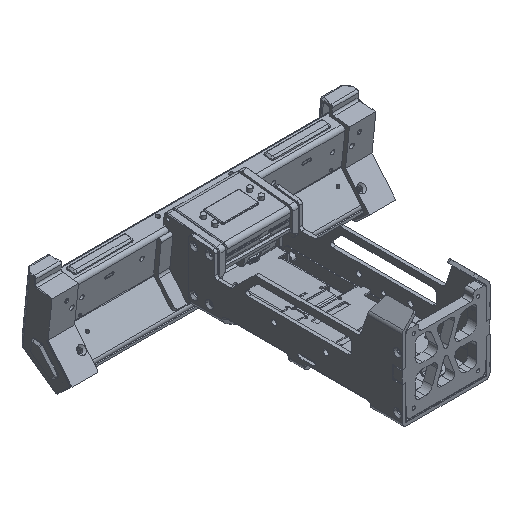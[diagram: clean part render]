
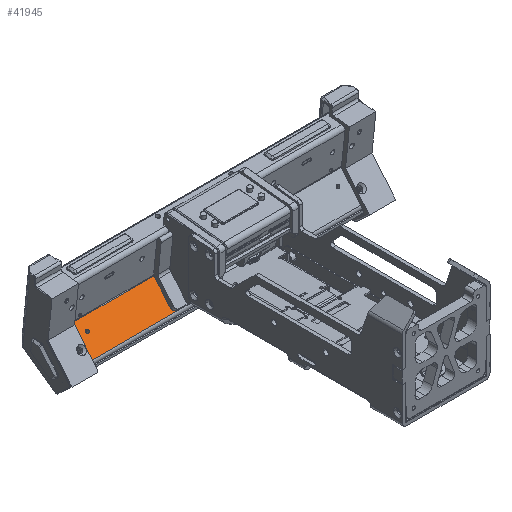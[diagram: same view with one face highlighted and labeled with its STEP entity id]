
A CAD part, isometric view. The second image highlights one B-rep face of the part: STEP entity #41945.
In plain terms, the highlighted planar face has unit normal (0, -0.765, 0.644).
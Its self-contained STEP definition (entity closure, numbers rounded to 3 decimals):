
#1832 = CARTESIAN_POINT ( 'NONE',  ( -30.9, 171.891, -45.933 ) ) ;
#2129 = DIRECTION ( 'NONE',  ( 0., -0.644, -0.765 ) ) ;
#2221 = CARTESIAN_POINT ( 'NONE',  ( -30.9, 186.147, -29.017 ) ) ;
#2550 = EDGE_LOOP ( 'NONE', ( #26524, #56797, #70388, #28701, #58687 ) ) ;
#3192 = VERTEX_POINT ( 'NONE', #59059 ) ;
#4650 = VERTEX_POINT ( 'NONE', #87441 ) ;
#4987 = VERTEX_POINT ( 'NONE', #25231 ) ;
#6702 = AXIS2_PLACEMENT_3D ( 'NONE', #77345, #36219, #84287 ) ;
#7060 = VERTEX_POINT ( 'NONE', #78941 ) ;
#8215 = ORIENTED_EDGE ( 'NONE', *, *, #55917, .F. ) ;
#11835 = EDGE_CURVE ( 'NONE', #29492, #53277, #21477, .T. ) ;
#13813 = CARTESIAN_POINT ( 'NONE',  ( -30.588, 171.325, -46.605 ) ) ;
#16207 = FACE_BOUND ( 'NONE', #73990, .T. ) ;
#16982 = EDGE_CURVE ( 'NONE', #23145, #3192, #48291, .T. ) ;
#21477 = CIRCLE ( 'NONE', #79006, 1.25 ) ;
#22445 = CIRCLE ( 'NONE', #74116, 1.25 ) ;
#22704 = AXIS2_PLACEMENT_3D ( 'NONE', #66926, #25760, #73838 ) ;
#23145 = VERTEX_POINT ( 'NONE', #40137 ) ;
#23758 = DIRECTION ( 'NONE',  ( 0., 0.644, 0.765 ) ) ;
#23973 = CIRCLE ( 'NONE', #45531, 1.25 ) ;
#24478 = EDGE_LOOP ( 'NONE', ( #68381, #84612 ) ) ;
#25231 = CARTESIAN_POINT ( 'NONE',  ( -109.7, 171.26, -46.682 ) ) ;
#25467 = DIRECTION ( 'NONE',  ( 0., -0.765, 0.644 ) ) ;
#25760 = DIRECTION ( 'NONE',  ( 0., -0.765, 0.644 ) ) ;
#26524 = ORIENTED_EDGE ( 'NONE', *, *, #65252, .F. ) ;
#28701 = ORIENTED_EDGE ( 'NONE', *, *, #56294, .T. ) ;
#29492 = VERTEX_POINT ( 'NONE', #53864 ) ;
#29836 = EDGE_CURVE ( 'NONE', #37588, #79642, #84261, .T. ) ;
#31234 = DIRECTION ( 'NONE',  ( 0., -0.644, -0.765 ) ) ;
#34332 = VECTOR ( 'NONE', #73680, 1000. ) ;
#34541 = CARTESIAN_POINT ( 'NONE',  ( -30.9, 171.891, -45.933 ) ) ;
#36219 = DIRECTION ( 'NONE',  ( 0., -0.765, 0.644 ) ) ;
#37588 = VERTEX_POINT ( 'NONE', #2221 ) ;
#38524 = ORIENTED_EDGE ( 'NONE', *, *, #16982, .F. ) ;
#38799 = VECTOR ( 'NONE', #49841, 1000. ) ;
#40137 = CARTESIAN_POINT ( 'NONE',  ( -34.75, 180.237, -36.029 ) ) ;
#40154 = AXIS2_PLACEMENT_3D ( 'NONE', #57757, #64933, #23758 ) ;
#41038 = VERTEX_POINT ( 'NONE', #78245 ) ;
#41945 = ADVANCED_FACE ( 'NONE', ( #50600, #52788, #16207, #68866 ), #58059, .F. ) ;
#43340 = DIRECTION ( 'NONE',  ( 0., -0.765, 0.644 ) ) ;
#45531 = AXIS2_PLACEMENT_3D ( 'NONE', #66639, #25467, #73524 ) ;
#46686 = EDGE_CURVE ( 'NONE', #87142, #4987, #70825, .T. ) ;
#48270 = ORIENTED_EDGE ( 'NONE', *, *, #84247, .F. ) ;
#48291 = CIRCLE ( 'NONE', #49585, 1.25 ) ;
#49551 = DIRECTION ( 'NONE',  ( 0., -0.644, -0.765 ) ) ;
#49585 = AXIS2_PLACEMENT_3D ( 'NONE', #75411, #81201, #49551 ) ;
#49841 = DIRECTION ( 'NONE',  ( -1., 0., 0. ) ) ;
#50600 = FACE_OUTER_BOUND ( 'NONE', #2550, .T. ) ;
#51165 = CARTESIAN_POINT ( 'NONE',  ( -109.7, 186.147, -29.017 ) ) ;
#51264 = EDGE_CURVE ( 'NONE', #53277, #29492, #87531, .T. ) ;
#52311 = CIRCLE ( 'NONE', #22704, 1.25 ) ;
#52788 = FACE_BOUND ( 'NONE', #24478, .T. ) ;
#53277 = VERTEX_POINT ( 'NONE', #54791 ) ;
#53864 = CARTESIAN_POINT ( 'NONE',  ( -96.7, 181.731, -34.256 ) ) ;
#54279 =( BOUNDED_CURVE ( )  B_SPLINE_CURVE ( 3, ( #54971, #13813, #75677, #34541 ),
 .UNSPECIFIED., .F., .F. ) 
 B_SPLINE_CURVE_WITH_KNOTS ( ( 4, 4 ),
 ( 0.205, 1.571 ),
 .UNSPECIFIED. ) 
 CURVE ( )  GEOMETRIC_REPRESENTATION_ITEM ( )  RATIONAL_B_SPLINE_CURVE ( ( 1., 0.85, 0.85, 1. ) ) 
 REPRESENTATION_ITEM ( '' )  );
#54791 = CARTESIAN_POINT ( 'NONE',  ( -96.7, 180.12, -36.168 ) ) ;
#54971 = CARTESIAN_POINT ( 'NONE',  ( -30.103, 171.26, -46.682 ) ) ;
#55917 = EDGE_CURVE ( 'NONE', #7060, #41038, #23973, .T. ) ;
#56294 = EDGE_CURVE ( 'NONE', #4650, #79642, #54279, .T. ) ;
#56797 = ORIENTED_EDGE ( 'NONE', *, *, #46686, .T. ) ;
#57757 = CARTESIAN_POINT ( 'NONE',  ( -109.7, 186.349, -28.777 ) ) ;
#58059 = PLANE ( 'NONE',  #40154 ) ;
#58687 = ORIENTED_EDGE ( 'NONE', *, *, #29836, .F. ) ;
#59059 = CARTESIAN_POINT ( 'NONE',  ( -34.75, 178.626, -37.941 ) ) ;
#63612 = EDGE_CURVE ( 'NONE', #4650, #4987, #75343, .T. ) ;
#64933 = DIRECTION ( 'NONE',  ( 0., 0.765, -0.644 ) ) ;
#65102 = DIRECTION ( 'NONE',  ( 0., 0.644, 0.765 ) ) ;
#65128 = DIRECTION ( 'NONE',  ( 0., -0.765, 0.644 ) ) ;
#65252 = EDGE_CURVE ( 'NONE', #87142, #37588, #68596, .T. ) ;
#65411 = CARTESIAN_POINT ( 'NONE',  ( -96.7, 180.926, -35.212 ) ) ;
#65479 = CARTESIAN_POINT ( 'NONE',  ( -30.9, 186.349, -28.777 ) ) ;
#66462 = VECTOR ( 'NONE', #85024, 1000. ) ;
#66639 = CARTESIAN_POINT ( 'NONE',  ( -107.7, 176.46, -40.511 ) ) ;
#66926 = CARTESIAN_POINT ( 'NONE',  ( -34.75, 179.431, -36.985 ) ) ;
#68381 = ORIENTED_EDGE ( 'NONE', *, *, #11835, .F. ) ;
#68596 = LINE ( 'NONE', #77751, #66462 ) ;
#68866 = FACE_BOUND ( 'NONE', #75941, .T. ) ;
#69963 = CARTESIAN_POINT ( 'NONE',  ( -109.7, 171.26, -46.682 ) ) ;
#70388 = ORIENTED_EDGE ( 'NONE', *, *, #63612, .F. ) ;
#70825 = LINE ( 'NONE', #80358, #34332 ) ;
#72224 = EDGE_CURVE ( 'NONE', #3192, #23145, #52311, .T. ) ;
#73524 = DIRECTION ( 'NONE',  ( 0., -0.644, -0.765 ) ) ;
#73680 = DIRECTION ( 'NONE',  ( 0., -0.644, -0.765 ) ) ;
#73838 = DIRECTION ( 'NONE',  ( 0., -0.644, -0.765 ) ) ;
#73990 = EDGE_LOOP ( 'NONE', ( #8215, #48270 ) ) ;
#74116 = AXIS2_PLACEMENT_3D ( 'NONE', #84554, #43340, #2129 ) ;
#75343 = LINE ( 'NONE', #69963, #38799 ) ;
#75411 = CARTESIAN_POINT ( 'NONE',  ( -34.75, 179.431, -36.985 ) ) ;
#75677 = CARTESIAN_POINT ( 'NONE',  ( -30.9, 171.572, -46.311 ) ) ;
#75941 = EDGE_LOOP ( 'NONE', ( #82396, #38524 ) ) ;
#77345 = CARTESIAN_POINT ( 'NONE',  ( -96.7, 180.926, -35.212 ) ) ;
#77751 = CARTESIAN_POINT ( 'NONE',  ( -109.7, 186.147, -29.017 ) ) ;
#78245 = CARTESIAN_POINT ( 'NONE',  ( -107.7, 177.266, -39.555 ) ) ;
#78941 = CARTESIAN_POINT ( 'NONE',  ( -107.7, 175.655, -41.467 ) ) ;
#79006 = AXIS2_PLACEMENT_3D ( 'NONE', #65411, #65128, #65102 ) ;
#79642 = VERTEX_POINT ( 'NONE', #1832 ) ;
#80358 = CARTESIAN_POINT ( 'NONE',  ( -109.7, 186.147, -29.017 ) ) ;
#81201 = DIRECTION ( 'NONE',  ( 0., -0.765, 0.644 ) ) ;
#82126 = VECTOR ( 'NONE', #31234, 1000. ) ;
#82396 = ORIENTED_EDGE ( 'NONE', *, *, #72224, .F. ) ;
#84247 = EDGE_CURVE ( 'NONE', #41038, #7060, #22445, .T. ) ;
#84261 = LINE ( 'NONE', #65479, #82126 ) ;
#84287 = DIRECTION ( 'NONE',  ( 0., 0.644, 0.765 ) ) ;
#84554 = CARTESIAN_POINT ( 'NONE',  ( -107.7, 176.46, -40.511 ) ) ;
#84612 = ORIENTED_EDGE ( 'NONE', *, *, #51264, .F. ) ;
#85024 = DIRECTION ( 'NONE',  ( 1., 0., 0. ) ) ;
#87142 = VERTEX_POINT ( 'NONE', #51165 ) ;
#87441 = CARTESIAN_POINT ( 'NONE',  ( -30.103, 171.26, -46.682 ) ) ;
#87531 = CIRCLE ( 'NONE', #6702, 1.25 ) ;
